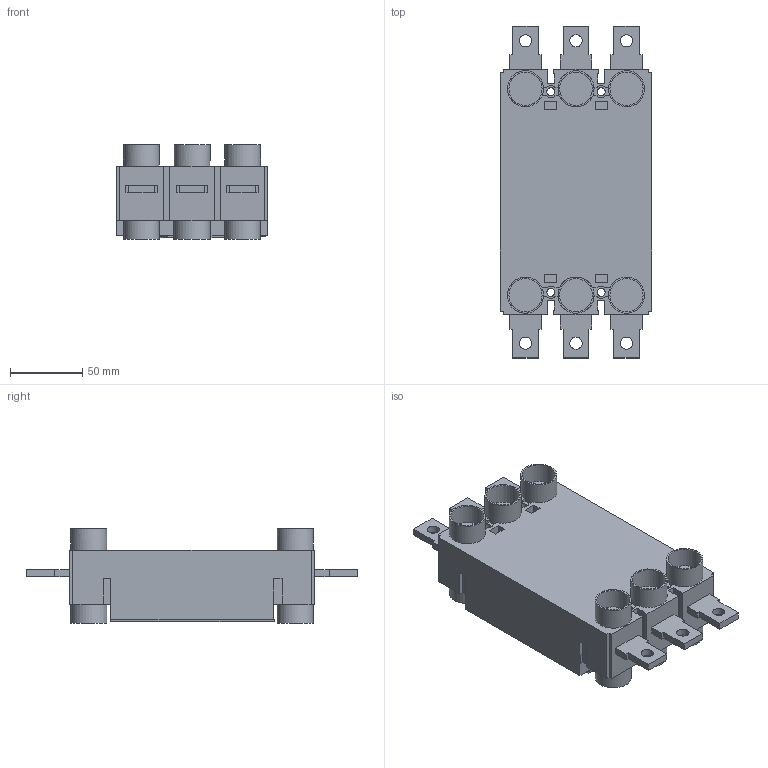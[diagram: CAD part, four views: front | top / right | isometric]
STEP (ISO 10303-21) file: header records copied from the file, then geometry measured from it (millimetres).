
FILE_DESCRIPTION (( 'STEP AP214' ), '1' );
FILE_NAME ('ÏÌ2Ï-35 ïåðåäíåãî.STEP', '2018-06-13T11:28:52', ( 'AutoBVT' ), ( 'Microsoft' ), 'SwSTEP 2.0', 'SolidWorks 2014', '' );
FILE_SCHEMA (( 'AUTOMOTIVE_DESIGN' ));
Length unit declared in the file: millimetre
Products named in the file (1): ÏÌ2Ï-35 ïåðåäíåãî
Bounding box: 105 x 230 x 65.75 mm (x, y, z)
Volume: 853167.8 mm3; surface area: 99544.2 mm2
Topology: 1 solids, 1 shells, 247 faces, 643 edges, 430 vertices
Faces by surface type: plane 199, cylinder 48
Full cylindrical faces by diameter (mm): 5 x4, 5.5 x4, 8.5 x6, 12 x4, 23 x6, 25 x12
Entity records: 7247 total; most frequent: CARTESIAN_POINT 1249, DIRECTION 1191, ORIENTED_EDGE 1178, EDGE_CURVE 589, LINE 483, VECTOR 483, VERTEX_POINT 412, AXIS2_PLACEMENT_3D 354
